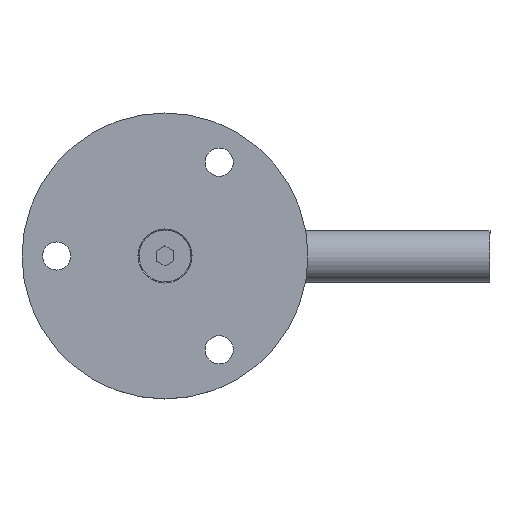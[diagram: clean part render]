
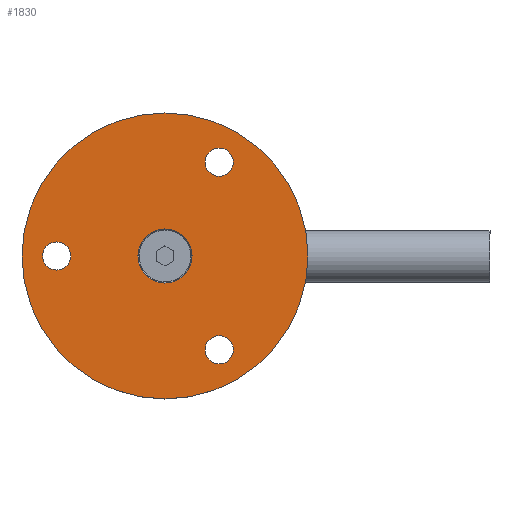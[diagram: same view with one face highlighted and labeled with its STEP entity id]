
A CAD part, top view. The second image highlights one B-rep face of the part: STEP entity #1830.
In plain terms, the highlighted planar face has unit normal (0, 0, 1).
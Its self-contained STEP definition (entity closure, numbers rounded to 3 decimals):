
#42 = DIRECTION ( 'NONE',  ( 0., 0., -1. ) ) ;
#49 = AXIS2_PLACEMENT_3D ( 'NONE', #474, #958, #1238 ) ;
#64 = ORIENTED_EDGE ( 'NONE', *, *, #343, .T. ) ;
#86 = EDGE_CURVE ( 'NONE', #1548, #488, #162, .T. ) ;
#91 = DIRECTION ( 'NONE',  ( 1., 0., 0. ) ) ;
#110 = CARTESIAN_POINT ( 'NONE',  ( 0., 0., 4. ) ) ;
#150 = DIRECTION ( 'NONE',  ( 1., 0., 0. ) ) ;
#162 = CIRCLE ( 'NONE', #1766, 33. ) ;
#234 = CARTESIAN_POINT ( 'NONE',  ( 15.75, -21.651, 4. ) ) ;
#273 = VERTEX_POINT ( 'NONE', #442 ) ;
#281 = AXIS2_PLACEMENT_3D ( 'NONE', #1460, #42, #1484 ) ;
#343 = EDGE_CURVE ( 'NONE', #273, #1312, #405, .T. ) ;
#352 = DIRECTION ( 'NONE',  ( -1., 0., 0. ) ) ;
#375 = CIRCLE ( 'NONE', #1243, 3.25 ) ;
#379 = DIRECTION ( 'NONE',  ( -1., 0., 0. ) ) ;
#396 = VERTEX_POINT ( 'NONE', #1981 ) ;
#405 = CIRCLE ( 'NONE', #1860, 3.25 ) ;
#412 = AXIS2_PLACEMENT_3D ( 'NONE', #110, #1399, #91 ) ;
#432 = EDGE_CURVE ( 'NONE', #1854, #1478, #470, .T. ) ;
#442 = CARTESIAN_POINT ( 'NONE',  ( 9.25, -21.651, 4. ) ) ;
#470 = CIRCLE ( 'NONE', #802, 3.25 ) ;
#474 = CARTESIAN_POINT ( 'NONE',  ( 0., 0., 4. ) ) ;
#481 = ORIENTED_EDGE ( 'NONE', *, *, #86, .T. ) ;
#488 = VERTEX_POINT ( 'NONE', #1383 ) ;
#517 = ORIENTED_EDGE ( 'NONE', *, *, #708, .T. ) ;
#574 = ORIENTED_EDGE ( 'NONE', *, *, #1284, .T. ) ;
#589 = CARTESIAN_POINT ( 'NONE',  ( 12.5, -21.651, 4. ) ) ;
#617 = DIRECTION ( 'NONE',  ( 0., 0., -1. ) ) ;
#627 = DIRECTION ( 'NONE',  ( 0., 0., 1. ) ) ;
#630 = ORIENTED_EDGE ( 'NONE', *, *, #2005, .T. ) ;
#641 = DIRECTION ( 'NONE',  ( -1., 0., 0. ) ) ;
#652 = CIRCLE ( 'NONE', #281, 3.25 ) ;
#674 = CIRCLE ( 'NONE', #1447, 3.25 ) ;
#675 = EDGE_CURVE ( 'NONE', #488, #1548, #1377, .T. ) ;
#702 = ORIENTED_EDGE ( 'NONE', *, *, #1061, .F. ) ;
#704 = DIRECTION ( 'NONE',  ( -1., 0., 0. ) ) ;
#708 = EDGE_CURVE ( 'NONE', #1986, #396, #674, .T. ) ;
#742 = AXIS2_PLACEMENT_3D ( 'NONE', #1486, #1597, #352 ) ;
#750 = ORIENTED_EDGE ( 'NONE', *, *, #432, .T. ) ;
#753 = FACE_OUTER_BOUND ( 'NONE', #1609, .T. ) ;
#794 = CARTESIAN_POINT ( 'NONE',  ( 12.5, 21.651, 4. ) ) ;
#802 = AXIS2_PLACEMENT_3D ( 'NONE', #970, #1958, #379 ) ;
#824 = VERTEX_POINT ( 'NONE', #1696 ) ;
#829 = EDGE_LOOP ( 'NONE', ( #630, #517 ) ) ;
#874 = AXIS2_PLACEMENT_3D ( 'NONE', #1927, #627, #966 ) ;
#882 = EDGE_LOOP ( 'NONE', ( #702, #1525 ) ) ;
#894 = EDGE_CURVE ( 'NONE', #824, #1214, #1047, .T. ) ;
#916 = EDGE_LOOP ( 'NONE', ( #1847, #750 ) ) ;
#941 = ORIENTED_EDGE ( 'NONE', *, *, #675, .T. ) ;
#946 = FACE_BOUND ( 'NONE', #829, .T. ) ;
#958 = DIRECTION ( 'NONE',  ( 0., 0., 1. ) ) ;
#966 = DIRECTION ( 'NONE',  ( 1., 0., 0. ) ) ;
#970 = CARTESIAN_POINT ( 'NONE',  ( -25., 0., 4. ) ) ;
#1047 = CIRCLE ( 'NONE', #412, 6.25 ) ;
#1061 = EDGE_CURVE ( 'NONE', #1214, #824, #1682, .T. ) ;
#1126 = CARTESIAN_POINT ( 'NONE',  ( 15.75, 21.651, 4. ) ) ;
#1214 = VERTEX_POINT ( 'NONE', #1644 ) ;
#1221 = AXIS2_PLACEMENT_3D ( 'NONE', #2035, #1902, #150 ) ;
#1222 = CARTESIAN_POINT ( 'NONE',  ( 0., 0., 4. ) ) ;
#1231 = DIRECTION ( 'NONE',  ( 0., 0., -1. ) ) ;
#1238 = DIRECTION ( 'NONE',  ( 1., 0., 0. ) ) ;
#1243 = AXIS2_PLACEMENT_3D ( 'NONE', #589, #1231, #704 ) ;
#1258 = DIRECTION ( 'NONE',  ( -1., 0., 0. ) ) ;
#1272 = PLANE ( 'NONE',  #49 ) ;
#1284 = EDGE_CURVE ( 'NONE', #1312, #273, #375, .T. ) ;
#1312 = VERTEX_POINT ( 'NONE', #234 ) ;
#1377 = CIRCLE ( 'NONE', #874, 33. ) ;
#1383 = CARTESIAN_POINT ( 'NONE',  ( -33., 0., 4. ) ) ;
#1399 = DIRECTION ( 'NONE',  ( 0., 0., 1. ) ) ;
#1414 = FACE_BOUND ( 'NONE', #882, .T. ) ;
#1434 = DIRECTION ( 'NONE',  ( 0., 0., -1. ) ) ;
#1447 = AXIS2_PLACEMENT_3D ( 'NONE', #794, #617, #1258 ) ;
#1460 = CARTESIAN_POINT ( 'NONE',  ( 12.5, 21.651, 4. ) ) ;
#1478 = VERTEX_POINT ( 'NONE', #1727 ) ;
#1484 = DIRECTION ( 'NONE',  ( -1., 0., 0. ) ) ;
#1486 = CARTESIAN_POINT ( 'NONE',  ( -25., 0., 4. ) ) ;
#1525 = ORIENTED_EDGE ( 'NONE', *, *, #894, .F. ) ;
#1548 = VERTEX_POINT ( 'NONE', #1810 ) ;
#1597 = DIRECTION ( 'NONE',  ( 0., 0., -1. ) ) ;
#1609 = EDGE_LOOP ( 'NONE', ( #941, #481 ) ) ;
#1617 = EDGE_CURVE ( 'NONE', #1478, #1854, #1646, .T. ) ;
#1644 = CARTESIAN_POINT ( 'NONE',  ( 6.25, 0., 4. ) ) ;
#1646 = CIRCLE ( 'NONE', #742, 3.25 ) ;
#1682 = CIRCLE ( 'NONE', #1221, 6.25 ) ;
#1696 = CARTESIAN_POINT ( 'NONE',  ( -6.25, 0., 4. ) ) ;
#1721 = DIRECTION ( 'NONE',  ( 1., 0., 0. ) ) ;
#1727 = CARTESIAN_POINT ( 'NONE',  ( -28.25, 0., 4. ) ) ;
#1766 = AXIS2_PLACEMENT_3D ( 'NONE', #1222, #1848, #1721 ) ;
#1810 = CARTESIAN_POINT ( 'NONE',  ( 33., 0., 4. ) ) ;
#1830 = ADVANCED_FACE ( 'NONE', ( #2050, #1864, #946, #1414, #753 ), #1272, .T. ) ;
#1847 = ORIENTED_EDGE ( 'NONE', *, *, #1617, .T. ) ;
#1848 = DIRECTION ( 'NONE',  ( 0., 0., 1. ) ) ;
#1854 = VERTEX_POINT ( 'NONE', #1895 ) ;
#1860 = AXIS2_PLACEMENT_3D ( 'NONE', #1919, #1434, #641 ) ;
#1864 = FACE_BOUND ( 'NONE', #916, .T. ) ;
#1895 = CARTESIAN_POINT ( 'NONE',  ( -21.75, 0., 4. ) ) ;
#1902 = DIRECTION ( 'NONE',  ( 0., 0., 1. ) ) ;
#1919 = CARTESIAN_POINT ( 'NONE',  ( 12.5, -21.651, 4. ) ) ;
#1921 = EDGE_LOOP ( 'NONE', ( #64, #574 ) ) ;
#1927 = CARTESIAN_POINT ( 'NONE',  ( 0., 0., 4. ) ) ;
#1958 = DIRECTION ( 'NONE',  ( 0., 0., -1. ) ) ;
#1981 = CARTESIAN_POINT ( 'NONE',  ( 9.25, 21.651, 4. ) ) ;
#1986 = VERTEX_POINT ( 'NONE', #1126 ) ;
#2005 = EDGE_CURVE ( 'NONE', #396, #1986, #652, .T. ) ;
#2035 = CARTESIAN_POINT ( 'NONE',  ( 0., 0., 4. ) ) ;
#2050 = FACE_BOUND ( 'NONE', #1921, .T. ) ;
